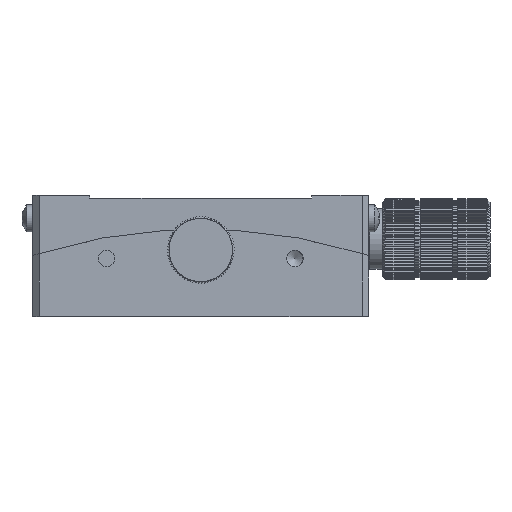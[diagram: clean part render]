
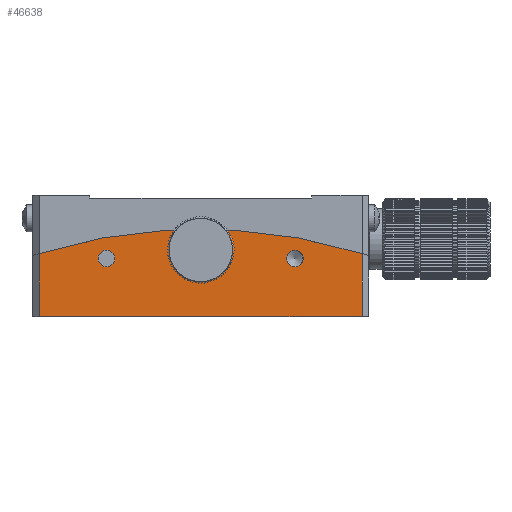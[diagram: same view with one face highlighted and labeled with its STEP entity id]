
A CAD part, front view. The second image highlights one B-rep face of the part: STEP entity #46638.
In plain terms, the highlighted planar face has unit normal (0, -1, 0).
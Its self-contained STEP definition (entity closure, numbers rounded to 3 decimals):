
#1430 = VECTOR ( 'NONE', #6720, 1000. ) ;
#1647 = FACE_OUTER_BOUND ( 'NONE', #11345, .T. ) ;
#2015 = DIRECTION ( 'NONE',  ( 0., 1., 0. ) ) ;
#3713 = VERTEX_POINT ( 'NONE', #46176 ) ;
#3866 = VERTEX_POINT ( 'NONE', #37257 ) ;
#5173 = AXIS2_PLACEMENT_3D ( 'NONE', #54176, #40467, #31406 ) ;
#6016 = DIRECTION ( 'NONE',  ( 0., -1., 0. ) ) ;
#6720 = DIRECTION ( 'NONE',  ( 0., 0., 1. ) ) ;
#7205 = EDGE_LOOP ( 'NONE', ( #26984 ) ) ;
#8542 = VERTEX_POINT ( 'NONE', #27549 ) ;
#11079 = CIRCLE ( 'NONE', #24033, 1.25 ) ;
#11345 = EDGE_LOOP ( 'NONE', ( #39371, #21459, #27064, #20394 ) ) ;
#11635 = EDGE_CURVE ( 'NONE', #8542, #8542, #11079, .T. ) ;
#11785 = EDGE_CURVE ( 'NONE', #3866, #3866, #56918, .T. ) ;
#11839 = DIRECTION ( 'NONE',  ( 0., 0., -1. ) ) ;
#11869 = CARTESIAN_POINT ( 'NONE',  ( 0., -25., 77.9 ) ) ;
#13740 = CARTESIAN_POINT ( 'NONE',  ( -14., -25., 75.382 ) ) ;
#14070 = AXIS2_PLACEMENT_3D ( 'NONE', #40014, #6016, #58681 ) ;
#14796 = EDGE_LOOP ( 'NONE', ( #46239 ) ) ;
#15153 = AXIS2_PLACEMENT_3D ( 'NONE', #44727, #2015, #54398 ) ;
#15682 = FACE_BOUND ( 'NONE', #35495, .T. ) ;
#17394 = CARTESIAN_POINT ( 'NONE',  ( 24., -25., 77.363 ) ) ;
#17825 = EDGE_CURVE ( 'NONE', #48953, #54836, #21380, .T. ) ;
#20394 = ORIENTED_EDGE ( 'NONE', *, *, #34175, .T. ) ;
#20663 = DIRECTION ( 'NONE',  ( 0., 0., -1. ) ) ;
#21380 = LINE ( 'NONE', #49442, #1430 ) ;
#21459 = ORIENTED_EDGE ( 'NONE', *, *, #17825, .T. ) ;
#24033 = AXIS2_PLACEMENT_3D ( 'NONE', #11869, #30895, #25900 ) ;
#25900 = DIRECTION ( 'NONE',  ( 0., 0., -1. ) ) ;
#26984 = ORIENTED_EDGE ( 'NONE', *, *, #11785, .T. ) ;
#27064 = ORIENTED_EDGE ( 'NONE', *, *, #35912, .T. ) ;
#27549 = CARTESIAN_POINT ( 'NONE',  ( 0., -25., 76.65 ) ) ;
#29115 = CARTESIAN_POINT ( 'NONE',  ( 24., -25., 68. ) ) ;
#30895 = DIRECTION ( 'NONE',  ( 0., 1., 0. ) ) ;
#31406 = DIRECTION ( 'NONE',  ( 0., 0., -1. ) ) ;
#32931 = VECTOR ( 'NONE', #11839, 1000. ) ;
#34171 = CARTESIAN_POINT ( 'NONE',  ( 25., -25., 68. ) ) ;
#34175 = EDGE_CURVE ( 'NONE', #3713, #61575, #59857, .T. ) ;
#35021 = FACE_BOUND ( 'NONE', #14796, .T. ) ;
#35495 = EDGE_LOOP ( 'NONE', ( #60832 ) ) ;
#35912 = EDGE_CURVE ( 'NONE', #54836, #3713, #43953, .T. ) ;
#37257 = CARTESIAN_POINT ( 'NONE',  ( 14., -25., 75.382 ) ) ;
#39125 = PLANE ( 'NONE',  #59730 ) ;
#39371 = ORIENTED_EDGE ( 'NONE', *, *, #48465, .F. ) ;
#39419 = DIRECTION ( 'NONE',  ( 0., -1., 0. ) ) ;
#40014 = CARTESIAN_POINT ( 'NONE',  ( 0., -25., 0. ) ) ;
#40467 = DIRECTION ( 'NONE',  ( 0., 1., 0. ) ) ;
#42060 = CIRCLE ( 'NONE', #15153, 1.25 ) ;
#43953 = CIRCLE ( 'NONE', #14070, 81. ) ;
#44727 = CARTESIAN_POINT ( 'NONE',  ( -14., -25., 76.632 ) ) ;
#44980 = FACE_BOUND ( 'NONE', #7205, .T. ) ;
#46005 = VECTOR ( 'NONE', #48500, 1000. ) ;
#46176 = CARTESIAN_POINT ( 'NONE',  ( -24., -25., 77.363 ) ) ;
#46239 = ORIENTED_EDGE ( 'NONE', *, *, #48699, .T. ) ;
#46638 = ADVANCED_FACE ( 'NONE', ( #1647, #15682, #35021, #44980 ), #39125, .T. ) ;
#48465 = EDGE_CURVE ( 'NONE', #48953, #61575, #58168, .T. ) ;
#48500 = DIRECTION ( 'NONE',  ( -1., 0., 0. ) ) ;
#48699 = EDGE_CURVE ( 'NONE', #52402, #52402, #42060, .T. ) ;
#48733 = CARTESIAN_POINT ( 'NONE',  ( 0., -25., -81. ) ) ;
#48953 = VERTEX_POINT ( 'NONE', #29115 ) ;
#49442 = CARTESIAN_POINT ( 'NONE',  ( 24., -25., -81. ) ) ;
#49806 = CARTESIAN_POINT ( 'NONE',  ( -24., -25., 68. ) ) ;
#52402 = VERTEX_POINT ( 'NONE', #13740 ) ;
#54176 = CARTESIAN_POINT ( 'NONE',  ( 14., -25., 76.632 ) ) ;
#54398 = DIRECTION ( 'NONE',  ( 0., 0., -1. ) ) ;
#54550 = CARTESIAN_POINT ( 'NONE',  ( -24., -25., -81. ) ) ;
#54836 = VERTEX_POINT ( 'NONE', #17394 ) ;
#56918 = CIRCLE ( 'NONE', #5173, 1.25 ) ;
#58168 = LINE ( 'NONE', #34171, #46005 ) ;
#58681 = DIRECTION ( 'NONE',  ( 0., 0., 1. ) ) ;
#59730 = AXIS2_PLACEMENT_3D ( 'NONE', #48733, #39419, #20663 ) ;
#59857 = LINE ( 'NONE', #54550, #32931 ) ;
#60832 = ORIENTED_EDGE ( 'NONE', *, *, #11635, .T. ) ;
#61575 = VERTEX_POINT ( 'NONE', #49806 ) ;
